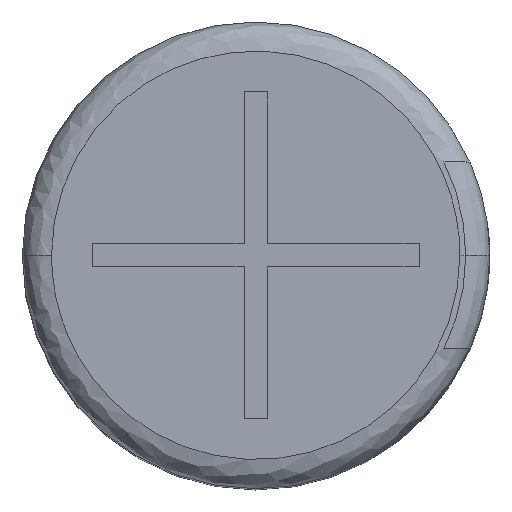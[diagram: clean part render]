
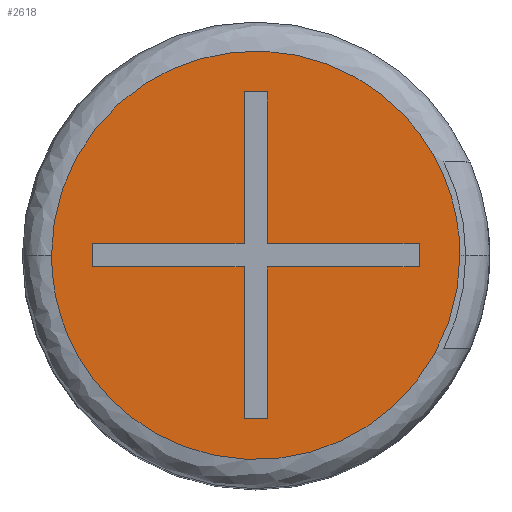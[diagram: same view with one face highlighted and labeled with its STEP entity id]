
A CAD part, top view. The second image highlights one B-rep face of the part: STEP entity #2618.
In plain terms, the highlighted planar face has unit normal (0, 0, 1).
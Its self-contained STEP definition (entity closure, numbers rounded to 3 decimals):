
#22 = ORIENTED_EDGE ( 'NONE', *, *, #1244, .F. ) ;
#31 = CARTESIAN_POINT ( 'NONE',  ( 0.2, 0., 13.5 ) ) ;
#60 = VECTOR ( 'NONE', #1075, 1000. ) ;
#84 = CARTESIAN_POINT ( 'NONE',  ( 0.2, 2.8, 13.5 ) ) ;
#116 = EDGE_CURVE ( 'NONE', #2576, #2301, #2630, .T. ) ;
#152 = CARTESIAN_POINT ( 'NONE',  ( 0., 0., 13.5 ) ) ;
#161 = EDGE_CURVE ( 'NONE', #829, #420, #949, .T. ) ;
#182 = LINE ( 'NONE', #3863, #188 ) ;
#188 = VECTOR ( 'NONE', #1426, 1000. ) ;
#199 = CARTESIAN_POINT ( 'NONE',  ( 2.8, -0.2, 13.5 ) ) ;
#217 = DIRECTION ( 'NONE',  ( 0., 0., -1. ) ) ;
#262 = CARTESIAN_POINT ( 'NONE',  ( -0.2, -2.8, 13.5 ) ) ;
#393 = ORIENTED_EDGE ( 'NONE', *, *, #495, .F. ) ;
#420 = VERTEX_POINT ( 'NONE', #262 ) ;
#446 = EDGE_LOOP ( 'NONE', ( #2473, #577, #1509, #646, #503, #22, #2865, #817, #3246, #1155, #2463, #393 ) ) ;
#459 = CARTESIAN_POINT ( 'NONE',  ( 0., 0.2, 13.5 ) ) ;
#487 = PLANE ( 'NONE',  #2999 ) ;
#492 = CARTESIAN_POINT ( 'NONE',  ( -3.5, -7., 13.5 ) ) ;
#495 = EDGE_CURVE ( 'NONE', #861, #3198, #1230, .T. ) ;
#503 = ORIENTED_EDGE ( 'NONE', *, *, #2077, .F. ) ;
#518 = EDGE_CURVE ( 'NONE', #3198, #2057, #795, .T. ) ;
#530 = CARTESIAN_POINT ( 'NONE',  ( 3.5, 0., 13.5 ) ) ;
#577 = ORIENTED_EDGE ( 'NONE', *, *, #3532, .F. ) ;
#585 = LINE ( 'NONE', #31, #736 ) ;
#594 = VERTEX_POINT ( 'NONE', #1411 ) ;
#646 = ORIENTED_EDGE ( 'NONE', *, *, #161, .F. ) ;
#682 = VECTOR ( 'NONE', #2095, 1000. ) ;
#721 = CARTESIAN_POINT ( 'NONE',  ( -0.2, 0., 13.5 ) ) ;
#736 = VECTOR ( 'NONE', #3391, 1000. ) ;
#739 = VECTOR ( 'NONE', #2118, 1000. ) ;
#755 = VERTEX_POINT ( 'NONE', #84 ) ;
#762 = FACE_BOUND ( 'NONE', #446, .T. ) ;
#795 = LINE ( 'NONE', #459, #1626 ) ;
#807 = CARTESIAN_POINT ( 'NONE',  ( 3.5, -7., 13.5 ) ) ;
#817 = ORIENTED_EDGE ( 'NONE', *, *, #116, .F. ) ;
#829 = VERTEX_POINT ( 'NONE', #2017 ) ;
#846 = CARTESIAN_POINT ( 'NONE',  ( 0.2, 0., 13.5 ) ) ;
#861 = VERTEX_POINT ( 'NONE', #199 ) ;
#927 = DIRECTION ( 'NONE',  ( 0., 1., 0. ) ) ;
#928 = CARTESIAN_POINT ( 'NONE',  ( -2.8, -0.2, 13.5 ) ) ;
#949 = LINE ( 'NONE', #2260, #1887 ) ;
#954 = VERTEX_POINT ( 'NONE', #3666 ) ;
#966 = EDGE_CURVE ( 'NONE', #2301, #3472, #1539, .T. ) ;
#1032 = CARTESIAN_POINT ( 'NONE',  ( -0.2, 2.8, 13.5 ) ) ;
#1075 = DIRECTION ( 'NONE',  ( 1., 0., 0. ) ) ;
#1138 = CARTESIAN_POINT ( 'NONE',  ( -0.2, 0.2, 13.5 ) ) ;
#1142 = EDGE_CURVE ( 'NONE', #2057, #755, #585, .T. ) ;
#1155 = ORIENTED_EDGE ( 'NONE', *, *, #1142, .F. ) ;
#1205 = CARTESIAN_POINT ( 'NONE',  ( -3.5, 7., 13.5 ) ) ;
#1215 = DIRECTION ( 'NONE',  ( 0., -1., 0. ) ) ;
#1230 = LINE ( 'NONE', #2478, #3375 ) ;
#1244 = EDGE_CURVE ( 'NONE', #3472, #1281, #3719, .T. ) ;
#1254 = DIRECTION ( 'NONE',  ( 1., 0., 0. ) ) ;
#1281 = VERTEX_POINT ( 'NONE', #928 ) ;
#1327 = CARTESIAN_POINT ( 'NONE',  ( 0., -2.8, 13.5 ) ) ;
#1338 = EDGE_CURVE ( 'NONE', #420, #594, #3470, .T. ) ;
#1347 = VERTEX_POINT ( 'NONE', #2560 ) ;
#1353 = DIRECTION ( 'NONE',  ( 0., 1., 0. ) ) ;
#1411 = CARTESIAN_POINT ( 'NONE',  ( 0.2, -2.8, 13.5 ) ) ;
#1426 = DIRECTION ( 'NONE',  ( 1., 0., 0. ) ) ;
#1486 = CARTESIAN_POINT ( 'NONE',  ( 3.5, 0., 13.5 ) ) ;
#1507 = CARTESIAN_POINT ( 'NONE',  ( -3.5, 0., 13.5 ) ) ;
#1509 = ORIENTED_EDGE ( 'NONE', *, *, #1338, .F. ) ;
#1539 = LINE ( 'NONE', #3342, #3651 ) ;
#1626 = VECTOR ( 'NONE', #2296, 1000. ) ;
#1630 = CARTESIAN_POINT ( 'NONE',  ( 0.2, 0.2, 13.5 ) ) ;
#1780 = CARTESIAN_POINT ( 'NONE',  ( 0.2, -0.2, 13.5 ) ) ;
#1800 = CARTESIAN_POINT ( 'NONE',  ( 3.5, 7., 13.5 ) ) ;
#1822 = EDGE_CURVE ( 'NONE', #1347, #954, #2420, .T. ) ;
#1852 = CARTESIAN_POINT ( 'NONE',  ( -2.8, 0., 13.5 ) ) ;
#1887 = VECTOR ( 'NONE', #2887, 1000. ) ;
#2017 = CARTESIAN_POINT ( 'NONE',  ( -0.2, -0.2, 13.5 ) ) ;
#2057 = VERTEX_POINT ( 'NONE', #1630 ) ;
#2076 = LINE ( 'NONE', #846, #682 ) ;
#2077 = EDGE_CURVE ( 'NONE', #1281, #829, #2629, .T. ) ;
#2095 = DIRECTION ( 'NONE',  ( 0., 1., 0. ) ) ;
#2118 = DIRECTION ( 'NONE',  ( -1., 0., 0. ) ) ;
#2260 = CARTESIAN_POINT ( 'NONE',  ( -0.2, 0., 13.5 ) ) ;
#2262 = EDGE_LOOP ( 'NONE', ( #3282, #2980 ) ) ;
#2263 =( BOUNDED_CURVE ( )  B_SPLINE_CURVE ( 3, ( #530, #807, #492, #2385 ),
 .UNSPECIFIED., .F., .T. ) 
 B_SPLINE_CURVE_WITH_KNOTS ( ( 4, 4 ),
 ( 0., 0.5 ),
 .UNSPECIFIED. ) 
 CURVE ( )  GEOMETRIC_REPRESENTATION_ITEM ( )  RATIONAL_B_SPLINE_CURVE ( ( 1., 0.333, 0.333, 1. ) ) 
 REPRESENTATION_ITEM ( '' )  );
#2292 = EDGE_CURVE ( 'NONE', #954, #1347, #2263, .T. ) ;
#2296 = DIRECTION ( 'NONE',  ( -1., 0., 0. ) ) ;
#2298 = VERTEX_POINT ( 'NONE', #1780 ) ;
#2301 = VERTEX_POINT ( 'NONE', #1138 ) ;
#2358 = VECTOR ( 'NONE', #1254, 1000. ) ;
#2368 = EDGE_CURVE ( 'NONE', #2298, #861, #182, .T. ) ;
#2385 = CARTESIAN_POINT ( 'NONE',  ( -3.5, 0., 13.5 ) ) ;
#2418 = LINE ( 'NONE', #3656, #739 ) ;
#2420 =( BOUNDED_CURVE ( )  B_SPLINE_CURVE ( 3, ( #1507, #1205, #1800, #1486 ),
 .UNSPECIFIED., .F., .T. ) 
 B_SPLINE_CURVE_WITH_KNOTS ( ( 4, 4 ),
 ( 0.5, 1. ),
 .UNSPECIFIED. ) 
 CURVE ( )  GEOMETRIC_REPRESENTATION_ITEM ( )  RATIONAL_B_SPLINE_CURVE ( ( 1., 0.333, 0.333, 1. ) ) 
 REPRESENTATION_ITEM ( '' )  );
#2463 = ORIENTED_EDGE ( 'NONE', *, *, #518, .F. ) ;
#2473 = ORIENTED_EDGE ( 'NONE', *, *, #2368, .F. ) ;
#2478 = CARTESIAN_POINT ( 'NONE',  ( 2.8, 0., 13.5 ) ) ;
#2560 = CARTESIAN_POINT ( 'NONE',  ( -3.5, 0., 13.5 ) ) ;
#2576 = VERTEX_POINT ( 'NONE', #1032 ) ;
#2618 = ADVANCED_FACE ( 'NONE', ( #762, #3841 ), #487, .F. ) ;
#2629 = LINE ( 'NONE', #3494, #60 ) ;
#2630 = LINE ( 'NONE', #721, #2794 ) ;
#2794 = VECTOR ( 'NONE', #3261, 1000. ) ;
#2865 = ORIENTED_EDGE ( 'NONE', *, *, #966, .F. ) ;
#2887 = DIRECTION ( 'NONE',  ( 0., -1., 0. ) ) ;
#2980 = ORIENTED_EDGE ( 'NONE', *, *, #1822, .F. ) ;
#2999 = AXIS2_PLACEMENT_3D ( 'NONE', #152, #217, #1353 ) ;
#3065 = DIRECTION ( 'NONE',  ( -1., 0., 0. ) ) ;
#3069 = CARTESIAN_POINT ( 'NONE',  ( 2.8, 0.2, 13.5 ) ) ;
#3150 = VECTOR ( 'NONE', #1215, 1000. ) ;
#3198 = VERTEX_POINT ( 'NONE', #3069 ) ;
#3246 = ORIENTED_EDGE ( 'NONE', *, *, #3552, .F. ) ;
#3261 = DIRECTION ( 'NONE',  ( 0., -1., 0. ) ) ;
#3282 = ORIENTED_EDGE ( 'NONE', *, *, #2292, .F. ) ;
#3342 = CARTESIAN_POINT ( 'NONE',  ( 0., 0.2, 13.5 ) ) ;
#3375 = VECTOR ( 'NONE', #927, 1000. ) ;
#3391 = DIRECTION ( 'NONE',  ( 0., 1., 0. ) ) ;
#3470 = LINE ( 'NONE', #1327, #2358 ) ;
#3472 = VERTEX_POINT ( 'NONE', #3572 ) ;
#3494 = CARTESIAN_POINT ( 'NONE',  ( 0., -0.2, 13.5 ) ) ;
#3532 = EDGE_CURVE ( 'NONE', #594, #2298, #2076, .T. ) ;
#3552 = EDGE_CURVE ( 'NONE', #755, #2576, #2418, .T. ) ;
#3572 = CARTESIAN_POINT ( 'NONE',  ( -2.8, 0.2, 13.5 ) ) ;
#3651 = VECTOR ( 'NONE', #3065, 1000. ) ;
#3656 = CARTESIAN_POINT ( 'NONE',  ( 0., 2.8, 13.5 ) ) ;
#3666 = CARTESIAN_POINT ( 'NONE',  ( 3.5, 0., 13.5 ) ) ;
#3719 = LINE ( 'NONE', #1852, #3150 ) ;
#3841 = FACE_OUTER_BOUND ( 'NONE', #2262, .T. ) ;
#3863 = CARTESIAN_POINT ( 'NONE',  ( 0., -0.2, 13.5 ) ) ;
